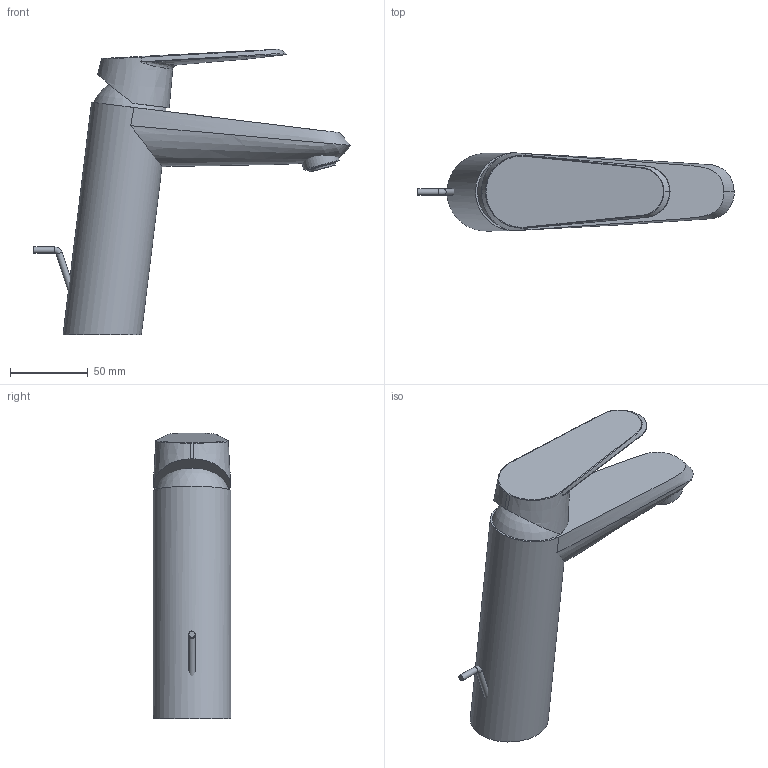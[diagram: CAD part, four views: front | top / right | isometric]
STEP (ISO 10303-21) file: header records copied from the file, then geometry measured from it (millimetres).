
FILE_DESCRIPTION(/* description */ ('Unknown'),/* implementation_level */ '2;1');
FILE_NAME(/* name */ '23448002',/* time_stamp */ '2022-09-08T14:59:31+02:00',/* author */ ('Unknown'),/* organization */ ('GROHE AG'),/* preprocessor_version */ 'ST-DEVELOPER v16.7',/* originating_system */ 'DEX',/* authorisation */ $);
FILE_SCHEMA (('AUTOMOTIVE_DESIGN {1 0 10303 214 3 1 1}'));
Length unit declared in the file: millimetre
Products named in the file (5): 23448002; 1; id102; 40.0051.000 - 40.0061.000 for customer
Assembly tree (4 placements, depth 2):
  23448002
    1
    23448002
    id102
    40.0051.000 - 40.0061.000 for customer
Bounding box: 203.22 x 49.97 x 183.56 mm (x, y, z)
Volume: 462273 mm3; surface area: 57490.4 mm2
Topology: 2 solids, 8 shells, 73 faces, 221 edges, 157 vertices
Faces by surface type: bspline 24, cylinder 20, torus 17, plane 9, cone 2, sphere 1
Full cylindrical faces by diameter (mm): 4 x2, 23.6 x1, 50 x1
Entity records: 9275 total; most frequent: CARTESIAN_POINT 7461, ORIENTED_EDGE 318, DIRECTION 293, EDGE_CURVE 208, VERTEX_POINT 155, AXIS2_PLACEMENT_3D 122, EDGE_LOOP 84, FACE_BOUND 84
